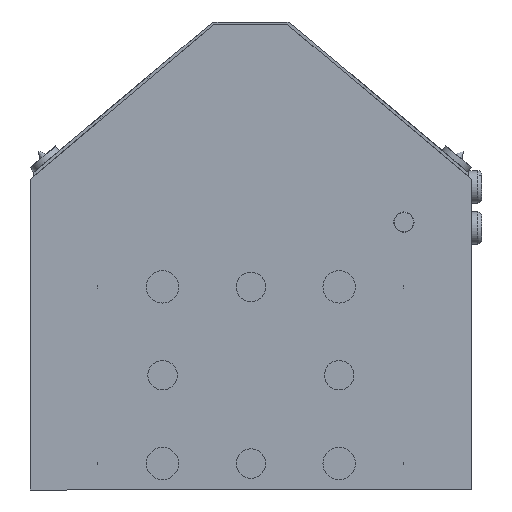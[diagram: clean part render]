
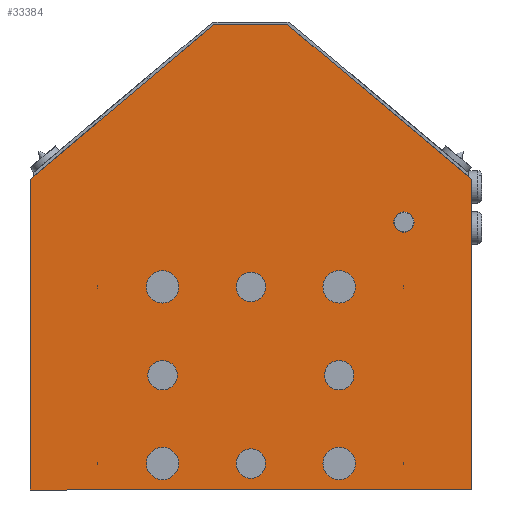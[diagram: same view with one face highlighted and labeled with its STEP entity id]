
A CAD part, left-side view. The second image highlights one B-rep face of the part: STEP entity #33384.
In plain terms, the highlighted face is planar.
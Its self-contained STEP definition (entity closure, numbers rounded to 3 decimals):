
#33138=CARTESIAN_POINT('',(630.,75.,-1.));
#33139=VERTEX_POINT('',#33138);
#33146=CARTESIAN_POINT('',(630.,-75.,-1.));
#33147=VERTEX_POINT('',#33146);
#33148=CARTESIAN_POINT('',(630.,75.,-1.));
#33149=DIRECTION('',(0.0,-1.0,0.0));
#33150=VECTOR('',#33149,150.0);
#33151=LINE('',#33148,#33150);
#33152=EDGE_CURVE('',#33139,#33147,#33151,.T.);
#33205=CARTESIAN_POINT('',(630.,-75.,104.619));
#33206=VERTEX_POINT('',#33205);
#33215=CARTESIAN_POINT('',(630.,-75.,-1.));
#33216=DIRECTION('',(0.0,0.0,1.0));
#33217=VECTOR('',#33216,105.619);
#33218=LINE('',#33215,#33217);
#33219=EDGE_CURVE('',#33147,#33206,#33218,.T.);
#33246=CARTESIAN_POINT('',(630.,0.,78.));
#33247=DIRECTION('',(-1.0,0.0,0.0));
#33248=DIRECTION('',(0.0,-1.0,0.0));
#33249=AXIS2_PLACEMENT_3D('',#33246,#33247,#33248);
#33250=PLANE('',#33249);
#33251=CARTESIAN_POINT('',(630.,-12.575,157.));
#33252=VERTEX_POINT('',#33251);
#33253=CARTESIAN_POINT('',(630.,-12.575,157.));
#33254=DIRECTION('',(0.,-0.766,-0.643));
#33255=VECTOR('',#33254,81.49);
#33256=LINE('',#33253,#33255);
#33257=EDGE_CURVE('',#33252,#33206,#33256,.T.);
#33258=ORIENTED_EDGE('',*,*,#33257,.T.);
#33259=ORIENTED_EDGE('',*,*,#33219,.F.);
#33260=ORIENTED_EDGE('',*,*,#33152,.F.);
#33261=CARTESIAN_POINT('',(630.,75.,104.619));
#33262=VERTEX_POINT('',#33261);
#33263=CARTESIAN_POINT('',(630.,75.,104.619));
#33264=DIRECTION('',(0.0,0.0,-1.0));
#33265=VECTOR('',#33264,105.619);
#33266=LINE('',#33263,#33265);
#33267=EDGE_CURVE('',#33262,#33139,#33266,.T.);
#33268=ORIENTED_EDGE('',*,*,#33267,.F.);
#33269=CARTESIAN_POINT('',(630.,12.575,157.));
#33270=VERTEX_POINT('',#33269);
#33271=CARTESIAN_POINT('',(630.,75.,104.619));
#33272=DIRECTION('',(0.,-0.766,0.643));
#33273=VECTOR('',#33272,81.49);
#33274=LINE('',#33271,#33273);
#33275=EDGE_CURVE('',#33262,#33270,#33274,.T.);
#33276=ORIENTED_EDGE('',*,*,#33275,.T.);
#33277=CARTESIAN_POINT('',(630.,-12.575,157.));
#33278=DIRECTION('',(0.0,1.0,0.0));
#33279=VECTOR('',#33278,25.149);
#33280=LINE('',#33277,#33279);
#33281=EDGE_CURVE('',#33252,#33270,#33280,.T.);
#33282=ORIENTED_EDGE('',*,*,#33281,.F.);
#33283=EDGE_LOOP('',(#33258,#33259,#33260,#33268,#33276,#33282));
#33284=FACE_OUTER_BOUND('',#33283,.T.);
#33285=CARTESIAN_POINT('',(630.,-24.5,68.));
#33286=VERTEX_POINT('',#33285);
#33287=CARTESIAN_POINT('',(630.,-30.,68.));
#33288=DIRECTION('',(-1.0,0.0,0.0));
#33289=DIRECTION('',(0.0,-1.0,0.0));
#33290=AXIS2_PLACEMENT_3D('',#33287,#33288,#33289);
#33291=CIRCLE('',#33290,5.5);
#33292=EDGE_CURVE('',#33286,#33286,#33291,.T.);
#33293=ORIENTED_EDGE('',*,*,#33292,.T.);
#33294=EDGE_LOOP('',(#33293));
#33295=FACE_BOUND('',#33294,.T.);
#33296=CARTESIAN_POINT('',(630.,35.5,68.));
#33297=VERTEX_POINT('',#33296);
#33298=CARTESIAN_POINT('',(630.,30.,68.));
#33299=DIRECTION('',(-1.0,0.0,0.0));
#33300=DIRECTION('',(0.0,-1.0,0.0));
#33301=AXIS2_PLACEMENT_3D('',#33298,#33299,#33300);
#33302=CIRCLE('',#33301,5.5);
#33303=EDGE_CURVE('',#33297,#33297,#33302,.T.);
#33304=ORIENTED_EDGE('',*,*,#33303,.T.);
#33305=EDGE_LOOP('',(#33304));
#33306=FACE_BOUND('',#33305,.T.);
#33307=CARTESIAN_POINT('',(630.,35.5,8.));
#33308=VERTEX_POINT('',#33307);
#33309=CARTESIAN_POINT('',(630.,30.,8.));
#33310=DIRECTION('',(-1.0,0.0,0.0));
#33311=DIRECTION('',(0.0,-1.0,0.0));
#33312=AXIS2_PLACEMENT_3D('',#33309,#33310,#33311);
#33313=CIRCLE('',#33312,5.5);
#33314=EDGE_CURVE('',#33308,#33308,#33313,.T.);
#33315=ORIENTED_EDGE('',*,*,#33314,.T.);
#33316=EDGE_LOOP('',(#33315));
#33317=FACE_BOUND('',#33316,.T.);
#33318=CARTESIAN_POINT('',(630.,-24.5,8.));
#33319=VERTEX_POINT('',#33318);
#33320=CARTESIAN_POINT('',(630.,-30.,8.));
#33321=DIRECTION('',(-1.0,0.0,0.0));
#33322=DIRECTION('',(0.0,-1.0,0.0));
#33323=AXIS2_PLACEMENT_3D('',#33320,#33321,#33322);
#33324=CIRCLE('',#33323,5.5);
#33325=EDGE_CURVE('',#33319,#33319,#33324,.T.);
#33326=ORIENTED_EDGE('',*,*,#33325,.T.);
#33327=EDGE_LOOP('',(#33326));
#33328=FACE_BOUND('',#33327,.T.);
#33329=CARTESIAN_POINT('',(630.,-25.,38.));
#33330=VERTEX_POINT('',#33329);
#33331=CARTESIAN_POINT('',(630.,-30.,38.));
#33332=DIRECTION('',(-1.0,0.0,0.0));
#33333=DIRECTION('',(0.0,-1.0,0.0));
#33334=AXIS2_PLACEMENT_3D('',#33331,#33332,#33333);
#33335=CIRCLE('',#33334,5.0);
#33336=EDGE_CURVE('',#33330,#33330,#33335,.T.);
#33337=ORIENTED_EDGE('',*,*,#33336,.T.);
#33338=EDGE_LOOP('',(#33337));
#33339=FACE_BOUND('',#33338,.T.);
#33340=CARTESIAN_POINT('',(630.,5.,68.));
#33341=VERTEX_POINT('',#33340);
#33342=CARTESIAN_POINT('',(630.,0.,68.));
#33343=DIRECTION('',(-1.0,0.0,0.0));
#33344=DIRECTION('',(0.0,-1.0,0.0));
#33345=AXIS2_PLACEMENT_3D('',#33342,#33343,#33344);
#33346=CIRCLE('',#33345,5.0);
#33347=EDGE_CURVE('',#33341,#33341,#33346,.T.);
#33348=ORIENTED_EDGE('',*,*,#33347,.T.);
#33349=EDGE_LOOP('',(#33348));
#33350=FACE_BOUND('',#33349,.T.);
#33351=CARTESIAN_POINT('',(630.,5.,8.));
#33352=VERTEX_POINT('',#33351);
#33353=CARTESIAN_POINT('',(630.,0.,8.));
#33354=DIRECTION('',(-1.0,0.0,0.0));
#33355=DIRECTION('',(0.0,-1.0,0.0));
#33356=AXIS2_PLACEMENT_3D('',#33353,#33354,#33355);
#33357=CIRCLE('',#33356,5.0);
#33358=EDGE_CURVE('',#33352,#33352,#33357,.T.);
#33359=ORIENTED_EDGE('',*,*,#33358,.T.);
#33360=EDGE_LOOP('',(#33359));
#33361=FACE_BOUND('',#33360,.T.);
#33362=CARTESIAN_POINT('',(630.,35.,38.));
#33363=VERTEX_POINT('',#33362);
#33364=CARTESIAN_POINT('',(630.,30.,38.));
#33365=DIRECTION('',(-1.0,0.0,0.0));
#33366=DIRECTION('',(0.0,-1.0,0.0));
#33367=AXIS2_PLACEMENT_3D('',#33364,#33365,#33366);
#33368=CIRCLE('',#33367,5.0);
#33369=EDGE_CURVE('',#33363,#33363,#33368,.T.);
#33370=ORIENTED_EDGE('',*,*,#33369,.T.);
#33371=EDGE_LOOP('',(#33370));
#33372=FACE_BOUND('',#33371,.T.);
#33373=CARTESIAN_POINT('',(630.,55.459,90.));
#33374=VERTEX_POINT('',#33373);
#33375=CARTESIAN_POINT('',(630.,52.,90.));
#33376=DIRECTION('',(-1.0,0.0,0.0));
#33377=DIRECTION('',(0.0,-1.0,0.0));
#33378=AXIS2_PLACEMENT_3D('',#33375,#33376,#33377);
#33379=CIRCLE('',#33378,3.459);
#33380=EDGE_CURVE('',#33374,#33374,#33379,.T.);
#33381=ORIENTED_EDGE('',*,*,#33380,.T.);
#33382=EDGE_LOOP('',(#33381));
#33383=FACE_BOUND('',#33382,.T.);
#33384=ADVANCED_FACE('',(#33284,#33295,#33306,#33317,#33328,#33339,#33350,#33361,#33372,#33383),#33250,.F.);
